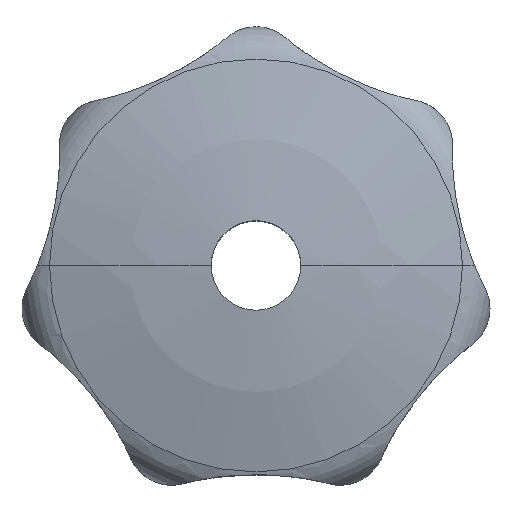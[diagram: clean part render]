
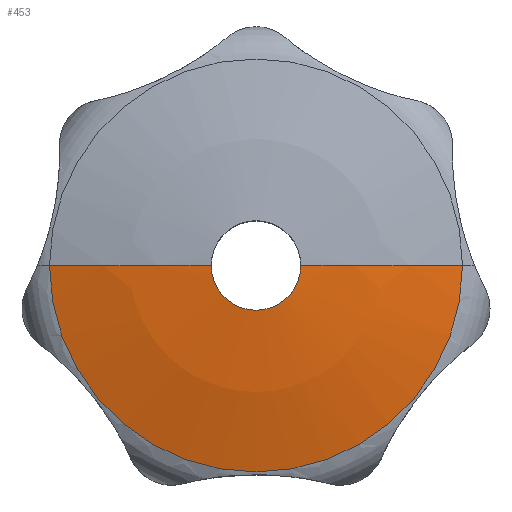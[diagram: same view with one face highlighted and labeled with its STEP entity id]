
A CAD part, top view. The second image highlights one B-rep face of the part: STEP entity #453.
In plain terms, the highlighted spherical face has radius 50 mm.
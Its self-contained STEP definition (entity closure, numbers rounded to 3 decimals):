
#239=EDGE_CURVE('',#387,#485,#597,.T.);
#281=VERTEX_POINT('',#643);
#305=EDGE_CURVE('',#387,#281,#670,.T.);
#379=EDGE_CURVE('',#435,#281,#747,.T.);
#385=EDGE_CURVE('',#435,#485,#753,.T.);
#387=VERTEX_POINT('',#755);
#435=VERTEX_POINT('',#805);
#453=ADVANCED_FACE('',(#824),#825,.T.);
#485=VERTEX_POINT('',#859);
#597=CIRCLE('',#1042,50.);
#643=CARTESIAN_POINT('',(-3.0,0.,19.91));
#670=CIRCLE('',#1209,3.0);
#747=CIRCLE('',#1450,50.);
#753=CIRCLE('',#1466,13.83);
#755=CARTESIAN_POINT('',(3.0,0.,19.91));
#805=CARTESIAN_POINT('',(-13.83,0.,18.049));
#824=FACE_OUTER_BOUND('',#1622,.T.);
#825=SPHERICAL_SURFACE('',#1623,50.);
#859=CARTESIAN_POINT('',(13.83,0.,18.049));
#1042=AXIS2_PLACEMENT_3D('',#1876,#1877,#1878);
#1209=AXIS2_PLACEMENT_3D('',#1991,#1992,#1993);
#1450=AXIS2_PLACEMENT_3D('',#2033,#2034,#2035);
#1466=AXIS2_PLACEMENT_3D('',#2039,#2040,#2041);
#1622=EDGE_LOOP('',(#2082,#2083,#2084,#2085));
#1623=AXIS2_PLACEMENT_3D('',#2086,#2087,#2088);
#1876=CARTESIAN_POINT('',(0.,0.,-30.));
#1877=DIRECTION('',(0.,1.0,0.));
#1878=DIRECTION('',(0.0,0.,-1.0));
#1991=CARTESIAN_POINT('',(0.0,0.,19.91));
#1992=DIRECTION('',(0.0,0.,-1.0));
#1993=DIRECTION('',(1.0,0.,0.));
#2033=CARTESIAN_POINT('',(0.,0.,-30.));
#2034=DIRECTION('',(0.,1.0,0.));
#2035=DIRECTION('',(0.0,0.,-1.0));
#2039=CARTESIAN_POINT('',(0.,0.,18.049));
#2040=DIRECTION('',(0.,0.,1.0));
#2041=DIRECTION('',(1.0,0.,0.));
#2082=ORIENTED_EDGE('',*,*,#239,.F.);
#2083=ORIENTED_EDGE('',*,*,#305,.T.);
#2084=ORIENTED_EDGE('',*,*,#379,.F.);
#2085=ORIENTED_EDGE('',*,*,#385,.T.);
#2086=CARTESIAN_POINT('',(0.,0.,-30.));
#2087=DIRECTION('',(0.,0.,1.0));
#2088=DIRECTION('',(-1.0,0.,0.0));
